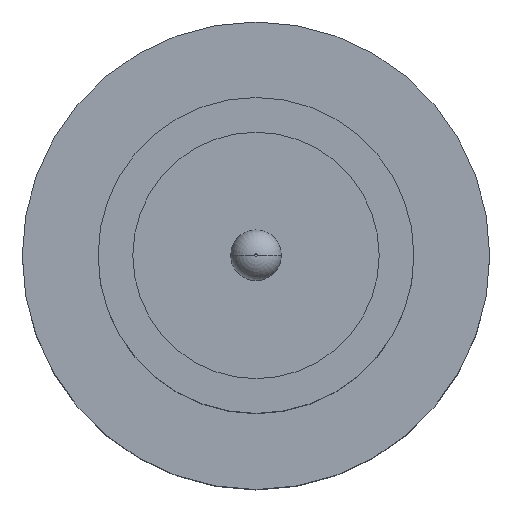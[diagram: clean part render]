
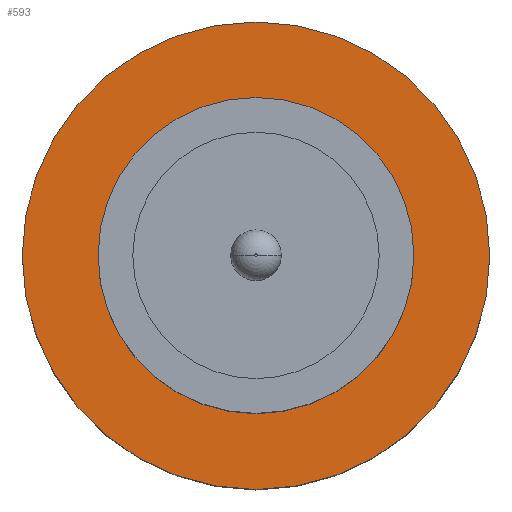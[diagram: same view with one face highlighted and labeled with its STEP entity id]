
A CAD part, top view. The second image highlights one B-rep face of the part: STEP entity #593.
In plain terms, the highlighted planar face has unit normal (0, 0, 1).
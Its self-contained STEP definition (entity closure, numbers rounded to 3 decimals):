
#27 = CARTESIAN_POINT ( 'NONE',  ( -1.25, 0., 1.55 ) ) ;
#32 = CARTESIAN_POINT ( 'NONE',  ( 0., 0., 1.55 ) ) ;
#50 = EDGE_LOOP ( 'NONE', ( #53, #822 ) ) ;
#53 = ORIENTED_EDGE ( 'NONE', *, *, #89, .T. ) ;
#62 = CIRCLE ( 'NONE', #98, 1.25 ) ;
#89 = EDGE_CURVE ( 'NONE', #740, #711, #716, .T. ) ;
#98 = AXIS2_PLACEMENT_3D ( 'NONE', #876, #159, #607 ) ;
#102 = VERTEX_POINT ( 'NONE', #27 ) ;
#117 = EDGE_CURVE ( 'NONE', #529, #102, #62, .T. ) ;
#159 = DIRECTION ( 'NONE',  ( 0., 0., 1. ) ) ;
#206 = AXIS2_PLACEMENT_3D ( 'NONE', #674, #746, #388 ) ;
#209 = ORIENTED_EDGE ( 'NONE', *, *, #117, .F. ) ;
#240 = EDGE_LOOP ( 'NONE', ( #209, #797 ) ) ;
#245 = DIRECTION ( 'NONE',  ( 0., 0., 1. ) ) ;
#274 = CIRCLE ( 'NONE', #422, 1.25 ) ;
#281 = EDGE_CURVE ( 'NONE', #102, #529, #274, .T. ) ;
#310 = PLANE ( 'NONE',  #206 ) ;
#318 = CARTESIAN_POINT ( 'NONE',  ( 0., 0., 1.55 ) ) ;
#385 = DIRECTION ( 'NONE',  ( 1., 0., 0. ) ) ;
#388 = DIRECTION ( 'NONE',  ( 1., 0., 0. ) ) ;
#422 = AXIS2_PLACEMENT_3D ( 'NONE', #555, #687, #761 ) ;
#459 = CARTESIAN_POINT ( 'NONE',  ( -1.85, 0., 1.55 ) ) ;
#511 = CARTESIAN_POINT ( 'NONE',  ( 1.85, 0., 1.55 ) ) ;
#529 = VERTEX_POINT ( 'NONE', #798 ) ;
#532 = DIRECTION ( 'NONE',  ( 0., 0., 1. ) ) ;
#555 = CARTESIAN_POINT ( 'NONE',  ( 0., 0., 1.55 ) ) ;
#557 = CIRCLE ( 'NONE', #704, 1.85 ) ;
#593 = ADVANCED_FACE ( 'NONE', ( #702, #606 ), #310, .T. ) ;
#606 = FACE_OUTER_BOUND ( 'NONE', #50, .T. ) ;
#607 = DIRECTION ( 'NONE',  ( 1., 0., 0. ) ) ;
#621 = DIRECTION ( 'NONE',  ( 1., 0., 0. ) ) ;
#674 = CARTESIAN_POINT ( 'NONE',  ( 0., 0., 1.55 ) ) ;
#687 = DIRECTION ( 'NONE',  ( 0., 0., 1. ) ) ;
#702 = FACE_BOUND ( 'NONE', #240, .T. ) ;
#704 = AXIS2_PLACEMENT_3D ( 'NONE', #318, #245, #621 ) ;
#710 = AXIS2_PLACEMENT_3D ( 'NONE', #32, #532, #385 ) ;
#711 = VERTEX_POINT ( 'NONE', #511 ) ;
#716 = CIRCLE ( 'NONE', #710, 1.85 ) ;
#740 = VERTEX_POINT ( 'NONE', #459 ) ;
#746 = DIRECTION ( 'NONE',  ( 0., 0., 1. ) ) ;
#761 = DIRECTION ( 'NONE',  ( 1., 0., 0. ) ) ;
#797 = ORIENTED_EDGE ( 'NONE', *, *, #281, .F. ) ;
#798 = CARTESIAN_POINT ( 'NONE',  ( 1.25, 0., 1.55 ) ) ;
#822 = ORIENTED_EDGE ( 'NONE', *, *, #823, .T. ) ;
#823 = EDGE_CURVE ( 'NONE', #711, #740, #557, .T. ) ;
#876 = CARTESIAN_POINT ( 'NONE',  ( 0., 0., 1.55 ) ) ;
